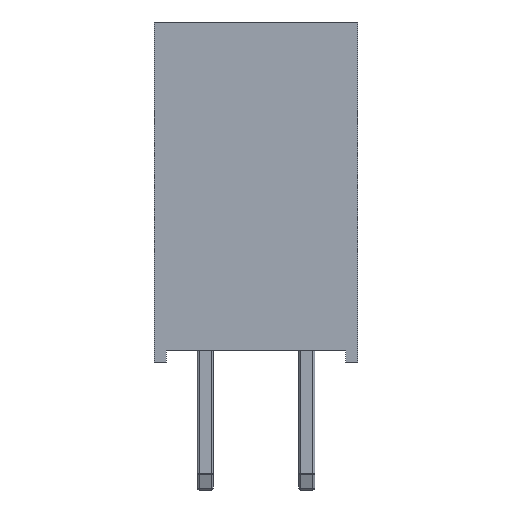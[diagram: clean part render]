
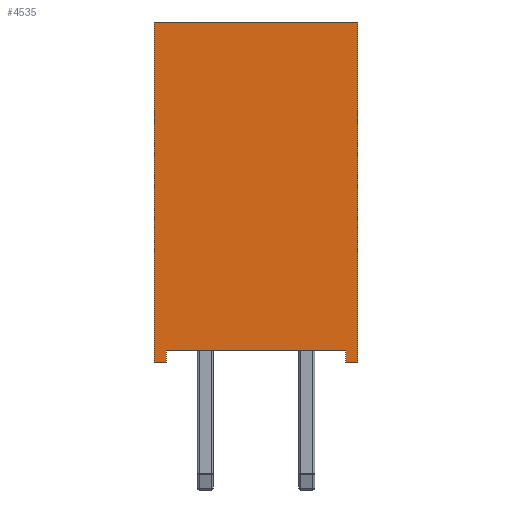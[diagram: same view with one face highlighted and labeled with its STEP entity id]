
A CAD part, left-side view. The second image highlights one B-rep face of the part: STEP entity #4535.
In plain terms, the highlighted planar face has unit normal (-1, 0, 0).
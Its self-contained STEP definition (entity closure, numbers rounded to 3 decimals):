
#562=FACE_OUTER_BOUND('',#852,.T.);
#852=EDGE_LOOP('',(#2912,#2913,#2914,#2915,#2916,#2917,#2918,#2919));
#1174=LINE('',#7048,#1522);
#1175=LINE('',#7051,#1523);
#1177=LINE('',#7055,#1525);
#1178=LINE('',#7057,#1526);
#1179=LINE('',#7059,#1527);
#1180=LINE('',#7061,#1528);
#1181=LINE('',#7063,#1529);
#1182=LINE('',#7064,#1530);
#1522=VECTOR('',#5501,10.);
#1523=VECTOR('',#5504,10.);
#1525=VECTOR('',#5508,10.);
#1526=VECTOR('',#5509,10.);
#1527=VECTOR('',#5510,10.);
#1528=VECTOR('',#5511,10.);
#1529=VECTOR('',#5512,10.);
#1530=VECTOR('',#5513,10.);
#1868=VERTEX_POINT('',#7044);
#1869=VERTEX_POINT('',#7046);
#1870=VERTEX_POINT('',#7050);
#1871=VERTEX_POINT('',#7054);
#1872=VERTEX_POINT('',#7056);
#1873=VERTEX_POINT('',#7058);
#1874=VERTEX_POINT('',#7060);
#1875=VERTEX_POINT('',#7062);
#2246=EDGE_CURVE('',#1868,#1869,#1174,.T.);
#2247=EDGE_CURVE('',#1870,#1868,#1175,.T.);
#2249=EDGE_CURVE('',#1869,#1871,#1177,.T.);
#2250=EDGE_CURVE('',#1871,#1872,#1178,.T.);
#2251=EDGE_CURVE('',#1872,#1873,#1179,.T.);
#2252=EDGE_CURVE('',#1873,#1874,#1180,.T.);
#2253=EDGE_CURVE('',#1875,#1874,#1181,.T.);
#2254=EDGE_CURVE('',#1870,#1875,#1182,.T.);
#2912=ORIENTED_EDGE('',*,*,#2249,.T.);
#2913=ORIENTED_EDGE('',*,*,#2250,.T.);
#2914=ORIENTED_EDGE('',*,*,#2251,.T.);
#2915=ORIENTED_EDGE('',*,*,#2252,.T.);
#2916=ORIENTED_EDGE('',*,*,#2253,.F.);
#2917=ORIENTED_EDGE('',*,*,#2254,.F.);
#2918=ORIENTED_EDGE('',*,*,#2247,.T.);
#2919=ORIENTED_EDGE('',*,*,#2246,.T.);
#4206=PLANE('',#4879);
#4535=ADVANCED_FACE('',(#562),#4206,.T.);
#4879=AXIS2_PLACEMENT_3D('',#7053,#5506,#5507);
#5501=DIRECTION('',(0.,0.,1.));
#5504=DIRECTION('',(0.,-1.,0.));
#5506=DIRECTION('center_axis',(-1.,0.,0.));
#5507=DIRECTION('ref_axis',(0.,-1.,0.));
#5508=DIRECTION('',(0.,-1.,0.));
#5509=DIRECTION('',(0.,0.,-1.));
#5510=DIRECTION('',(0.,-1.,0.));
#5511=DIRECTION('',(0.,0.,1.));
#5512=DIRECTION('',(0.,-1.,0.));
#5513=DIRECTION('',(0.,0.,1.));
#7044=CARTESIAN_POINT('',(-1.27,3.51,0.));
#7046=CARTESIAN_POINT('',(-1.27,3.51,0.3));
#7048=CARTESIAN_POINT('',(-1.27,3.51,0.));
#7050=CARTESIAN_POINT('',(-1.27,3.81,0.));
#7051=CARTESIAN_POINT('',(-1.27,3.81,0.));
#7053=CARTESIAN_POINT('Origin',(-1.27,1.27,0.));
#7054=CARTESIAN_POINT('',(-1.27,-0.97,0.3));
#7055=CARTESIAN_POINT('',(-1.27,1.27,0.3));
#7056=CARTESIAN_POINT('',(-1.27,-0.97,0.));
#7057=CARTESIAN_POINT('',(-1.27,-0.97,0.));
#7058=CARTESIAN_POINT('',(-1.27,-1.27,0.));
#7059=CARTESIAN_POINT('',(-1.27,1.27,0.));
#7060=CARTESIAN_POINT('',(-1.27,-1.27,8.5));
#7061=CARTESIAN_POINT('',(-1.27,-1.27,0.));
#7062=CARTESIAN_POINT('',(-1.27,3.81,8.5));
#7063=CARTESIAN_POINT('',(-1.27,3.81,8.5));
#7064=CARTESIAN_POINT('',(-1.27,3.81,0.));
